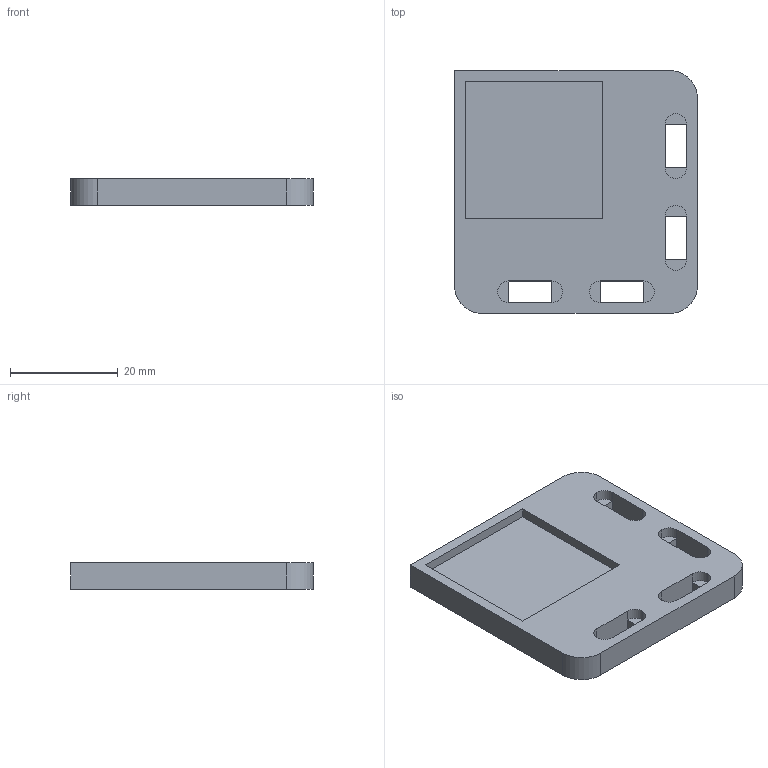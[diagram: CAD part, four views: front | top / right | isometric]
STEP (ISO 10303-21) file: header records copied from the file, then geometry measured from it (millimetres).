
FILE_DESCRIPTION(('Open CASCADE Model'),'2;1');
FILE_NAME('Open CASCADE Shape Model','2025-11-26T18:17:12',('Author'),( 'Open CASCADE'),'Open CASCADE STEP processor 7.8','build123d', 'Unknown');
FILE_SCHEMA(('AUTOMOTIVE_DESIGN { 1 0 10303 214 1 1 1 1 }'));
Length unit declared in the file: millimetre
Products named in the file (1): COMPOUND
Bounding box: 45 x 45 x 5 mm (x, y, z)
Volume: 8090.3 mm3; surface area: 5350.4 mm2
Topology: 1 solids, 1 shells, 71 faces, 192 edges, 127 vertices
Faces by surface type: plane 46, cylinder 22, cone 3
Full cylindrical faces by diameter (mm): 3.6 x3
Entity records: 4792 total; most frequent: CARTESIAN_POINT 923, DIRECTION 724, LINE 463, VECTOR 463, ORIENTED_EDGE 384, PCURVE 384, DEFINITIONAL_REPRESENTATION 384, EDGE_CURVE 192
